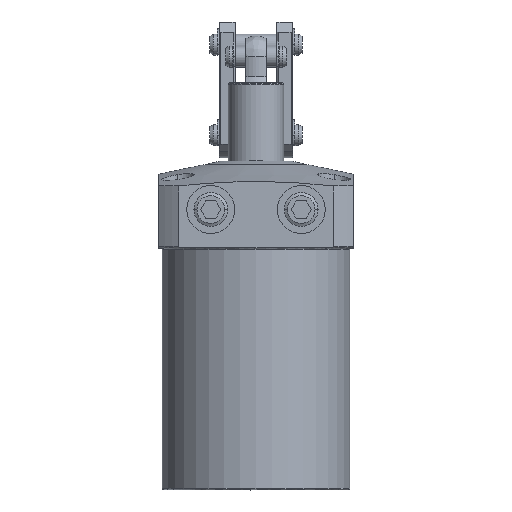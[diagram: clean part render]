
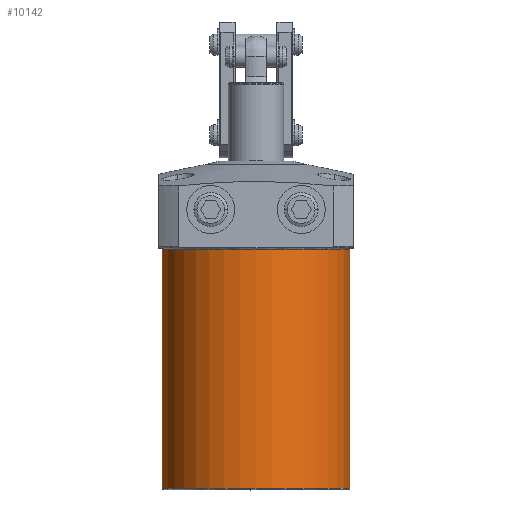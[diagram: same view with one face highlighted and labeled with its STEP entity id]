
A CAD part, top view. The second image highlights one B-rep face of the part: STEP entity #10142.
In plain terms, the highlighted cylindrical face has radius 27 mm (diameter 54 mm), a partial arc.
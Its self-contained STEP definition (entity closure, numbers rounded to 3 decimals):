
#513 = AXIS2_PLACEMENT_3D ( 'NONE', #8785, #8784, #8783 ) ;
#564 = AXIS2_PLACEMENT_3D ( 'NONE', #9040, #9041, #9042 ) ;
#682 = ORIENTED_EDGE ( 'NONE', *, *, #3993, .F. ) ;
#683 = ORIENTED_EDGE ( 'NONE', *, *, #4031, .T. ) ;
#684 = ORIENTED_EDGE ( 'NONE', *, *, #3992, .T. ) ;
#685 = ORIENTED_EDGE ( 'NONE', *, *, #3991, .T. ) ;
#1490 = CARTESIAN_POINT ( 'NONE',  ( 0., 0., 0. ) ) ;
#1507 = DIRECTION ( 'NONE',  ( 0., 1., 0. ) ) ;
#1509 = DIRECTION ( 'NONE',  ( -1., 0., 0. ) ) ;
#2275 = CIRCLE ( 'NONE', #513, 27. ) ;
#2337 = VECTOR ( 'NONE', #9045, 1000. ) ;
#2339 = VECTOR ( 'NONE', #9025, 1000. ) ;
#2340 = LINE ( 'NONE', #9043, #2337 ) ;
#2342 = LINE ( 'NONE', #9039, #2339 ) ;
#2343 = CIRCLE ( 'NONE', #564, 27. ) ;
#3991 = EDGE_CURVE ( 'NONE', #6139, #6054, #2343, .T. ) ;
#3992 = EDGE_CURVE ( 'NONE', #6054, #5933, #2342, .T. ) ;
#3993 = EDGE_CURVE ( 'NONE', #6139, #6155, #2340, .T. ) ;
#4031 = EDGE_CURVE ( 'NONE', #5933, #6155, #2275, .T. ) ;
#5933 = VERTEX_POINT ( 'NONE', #9756 ) ;
#6054 = VERTEX_POINT ( 'NONE', #9632 ) ;
#6139 = VERTEX_POINT ( 'NONE', #9528 ) ;
#6155 = VERTEX_POINT ( 'NONE', #9512 ) ;
#6978 = EDGE_LOOP ( 'NONE', ( #685, #684, #683, #682 ) ) ;
#7442 = AXIS2_PLACEMENT_3D ( 'NONE', #1490, #1507, #1509 ) ;
#8173 = CYLINDRICAL_SURFACE ( 'NONE', #7442, 27. ) ;
#8203 = FACE_OUTER_BOUND ( 'NONE', #6978, .T. ) ;
#8783 = DIRECTION ( 'NONE',  ( -1., 0., 0. ) ) ;
#8784 = DIRECTION ( 'NONE',  ( 0., -1., 0. ) ) ;
#8785 = CARTESIAN_POINT ( 'NONE',  ( 0., -24.3, 0. ) ) ;
#9025 = DIRECTION ( 'NONE',  ( 0., 1., 0. ) ) ;
#9039 = CARTESIAN_POINT ( 'NONE',  ( 27., 0., 0. ) ) ;
#9040 = CARTESIAN_POINT ( 'NONE',  ( 0., -93., 0. ) ) ;
#9041 = DIRECTION ( 'NONE',  ( 0., 1., 0. ) ) ;
#9042 = DIRECTION ( 'NONE',  ( -1., 0., 0. ) ) ;
#9043 = CARTESIAN_POINT ( 'NONE',  ( -27., 0., 0. ) ) ;
#9045 = DIRECTION ( 'NONE',  ( 0., 1., 0. ) ) ;
#9512 = CARTESIAN_POINT ( 'NONE',  ( -27., -24.3, 0. ) ) ;
#9528 = CARTESIAN_POINT ( 'NONE',  ( -27., -93., 0. ) ) ;
#9632 = CARTESIAN_POINT ( 'NONE',  ( 27., -93., 0. ) ) ;
#9756 = CARTESIAN_POINT ( 'NONE',  ( 27., -24.3, 0. ) ) ;
#10142 = ADVANCED_FACE ( 'NONE', ( #8203 ), #8173, .T. ) ;
